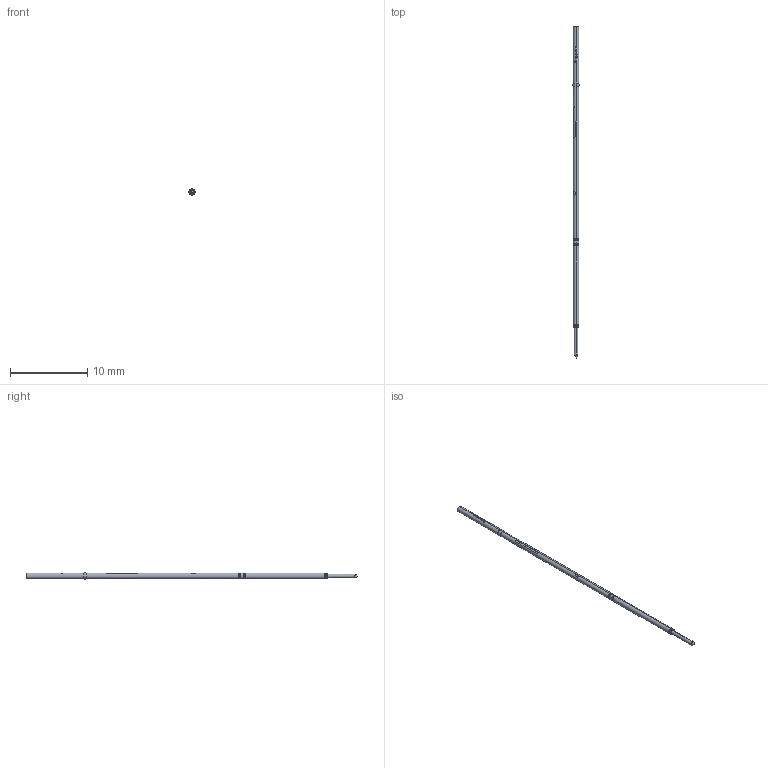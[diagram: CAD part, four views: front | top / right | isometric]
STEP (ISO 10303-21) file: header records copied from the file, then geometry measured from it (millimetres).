
FILE_DESCRIPTION (( 'STEP AP203' ), '1' );
FILE_NAME ('INGUN_KS-040_WL.STEP', '2021-01-28T06:47:05', ( '' ), ( '' ), 'SwSTEP 2.0', 'SolidWorks 2018', '' );
FILE_SCHEMA (( 'CONFIG_CONTROL_DESIGN' ));
Length unit declared in the file: millimetre
Products named in the file (1): INGUN_KS-040_WL
Bounding box: 0.81 x 43.1 x 0.81 mm (x, y, z)
Volume: 18.9 mm3; surface area: 101.6 mm2
Topology: 1 solids, 1 shells, 121 faces, 311 edges, 200 vertices
Faces by surface type: plane 51, cylinder 34, bspline 22, torus 14
Entity records: 4262 total; most frequent: CARTESIAN_POINT 1426, ORIENTED_EDGE 622, DIRECTION 508, EDGE_CURVE 311, VERTEX_POINT 200, AXIS2_PLACEMENT_3D 200, EDGE_LOOP 129, FACE_OUTER_BOUND 121
